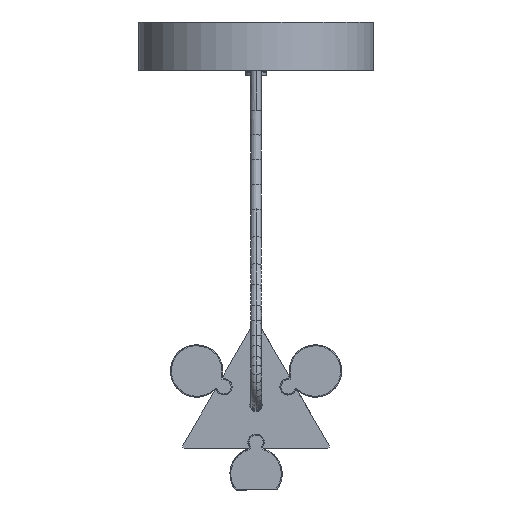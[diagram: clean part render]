
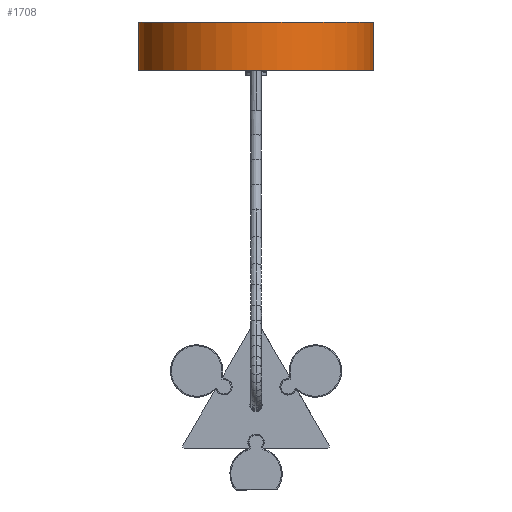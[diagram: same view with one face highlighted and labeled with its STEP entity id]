
A CAD part, front view. The second image highlights one B-rep face of the part: STEP entity #1708.
In plain terms, the highlighted cylindrical face has radius 68.056 mm (diameter 136.111 mm), a partial arc.
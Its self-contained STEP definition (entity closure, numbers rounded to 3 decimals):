
#1708=ADVANCED_FACE('',(#3305),#24068,.T.);
#3305=FACE_OUTER_BOUND('',#4911,.T.);
#4911=EDGE_LOOP('',(#6722,#6723,#6724,#6725));
#6722=ORIENTED_EDGE('',*,*,#14222,.T.);
#6723=ORIENTED_EDGE('',*,*,#14180,.T.);
#6724=ORIENTED_EDGE('',*,*,#14223,.F.);
#6725=ORIENTED_EDGE('',*,*,#14221,.F.);
#14180=EDGE_CURVE('',#21773,#21774,#20802,.T.);
#14221=EDGE_CURVE('',#21800,#21801,#20840,.T.);
#14222=EDGE_CURVE('',#21800,#21773,#20841,.T.);
#14223=EDGE_CURVE('',#21801,#21774,#20842,.T.);
#20802=(
BOUNDED_CURVE()
B_SPLINE_CURVE(1,(#26592,#26593),.UNSPECIFIED.,.F.,.F.)
B_SPLINE_CURVE_WITH_KNOTS((2,2),(0.,28.),.UNSPECIFIED.)
CURVE()
GEOMETRIC_REPRESENTATION_ITEM()
RATIONAL_B_SPLINE_CURVE((1.,1.))
REPRESENTATION_ITEM('')
);
#20840=(
BOUNDED_CURVE()
B_SPLINE_CURVE(1,(#26753,#26754),.UNSPECIFIED.,.F.,.F.)
B_SPLINE_CURVE_WITH_KNOTS((2,2),(0.,28.),.UNSPECIFIED.)
CURVE()
GEOMETRIC_REPRESENTATION_ITEM()
RATIONAL_B_SPLINE_CURVE((1.,1.))
REPRESENTATION_ITEM('')
);
#20841=(
BOUNDED_CURVE()
B_SPLINE_CURVE(2,(#26755,#26756,#26757,#26758,#26759),.UNSPECIFIED.,.F.,
 .F.)
B_SPLINE_CURVE_WITH_KNOTS((3,2,3),(213.803,320.705,427.606),
 .UNSPECIFIED.)
CURVE()
GEOMETRIC_REPRESENTATION_ITEM()
RATIONAL_B_SPLINE_CURVE((1.,0.707,1.,0.707,1.))
REPRESENTATION_ITEM('')
);
#20842=(
BOUNDED_CURVE()
B_SPLINE_CURVE(2,(#26760,#26761,#26762,#26763,#26764),.UNSPECIFIED.,.F.,
 .F.)
B_SPLINE_CURVE_WITH_KNOTS((3,2,3),(213.803,320.705,427.606),
 .UNSPECIFIED.)
CURVE()
GEOMETRIC_REPRESENTATION_ITEM()
RATIONAL_B_SPLINE_CURVE((1.,0.707,1.,0.707,1.))
REPRESENTATION_ITEM('')
);
#21773=VERTEX_POINT('',#26531);
#21774=VERTEX_POINT('',#26532);
#21800=VERTEX_POINT('',#26558);
#21801=VERTEX_POINT('',#26559);
#24068=CYLINDRICAL_SURFACE('',#24370,68.056);
#24370=AXIS2_PLACEMENT_3D('',#26062,#24799,$);
#24799=DIRECTION('',(0.,0.,1.));
#26062=CARTESIAN_POINT('',(-0.01,-538.088,195.608));
#26531=CARTESIAN_POINT('',(68.046,-538.088,181.608));
#26532=CARTESIAN_POINT('',(68.046,-538.088,209.608));
#26558=CARTESIAN_POINT('',(-68.065,-538.088,181.608));
#26559=CARTESIAN_POINT('',(-68.065,-538.088,209.608));
#26592=CARTESIAN_POINT('',(68.046,-538.088,181.608));
#26593=CARTESIAN_POINT('',(68.046,-538.088,209.608));
#26753=CARTESIAN_POINT('',(-68.065,-538.088,181.608));
#26754=CARTESIAN_POINT('',(-68.065,-538.088,209.608));
#26755=CARTESIAN_POINT('',(-68.065,-538.088,181.608));
#26756=CARTESIAN_POINT('',(-68.065,-606.143,181.608));
#26757=CARTESIAN_POINT('',(-0.01,-606.143,181.608));
#26758=CARTESIAN_POINT('',(68.046,-606.143,181.608));
#26759=CARTESIAN_POINT('',(68.046,-538.088,181.608));
#26760=CARTESIAN_POINT('',(-68.065,-538.088,209.608));
#26761=CARTESIAN_POINT('',(-68.065,-606.143,209.608));
#26762=CARTESIAN_POINT('',(-0.01,-606.143,209.608));
#26763=CARTESIAN_POINT('',(68.046,-606.143,209.608));
#26764=CARTESIAN_POINT('',(68.046,-538.088,209.608));
